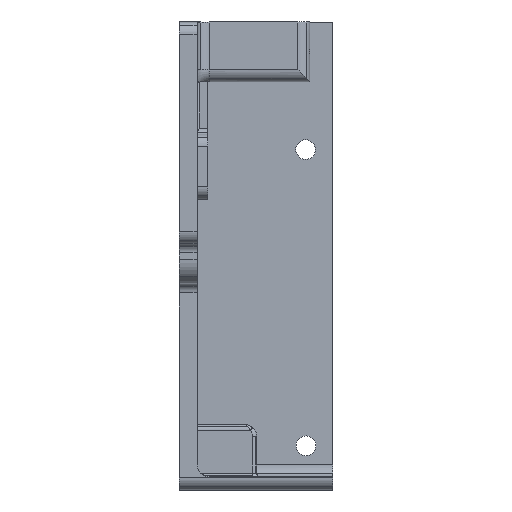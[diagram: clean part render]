
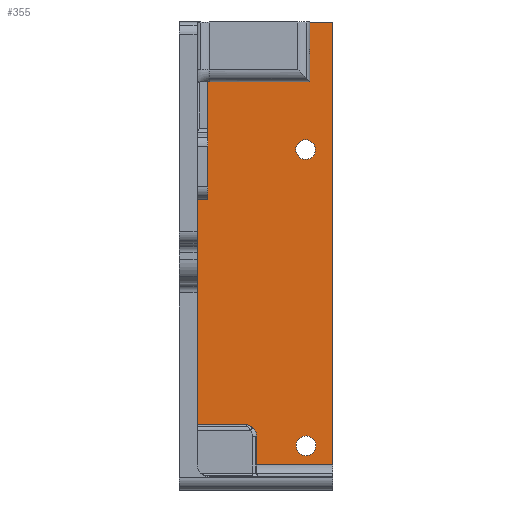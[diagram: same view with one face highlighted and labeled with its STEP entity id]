
A CAD part, left-side view. The second image highlights one B-rep face of the part: STEP entity #355.
In plain terms, the highlighted planar face has unit normal (-1, 0, 0).
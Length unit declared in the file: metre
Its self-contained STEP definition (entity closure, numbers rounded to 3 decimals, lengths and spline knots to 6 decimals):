
#355=ADVANCED_FACE('1:2837',(#1033,#1034,#1035),#1036,.T.);
#1033=FACE_BOUND('',#7518,.T.);
#1034=FACE_OUTER_BOUND('',#7519,.T.);
#1035=FACE_BOUND('',#7520,.T.);
#1036=PLANE('',#7521);
#7518=EDGE_LOOP('',(#10208,#10209));
#7519=EDGE_LOOP('',(#10210,#10211,#10212,#10213,#10214,#10215));
#7520=EDGE_LOOP('',(#10216,#10217));
#7521=AXIS2_PLACEMENT_3D('',#10218,#10219,#10220);
#10208=ORIENTED_EDGE('',*,*,#10838,.F.);
#10209=ORIENTED_EDGE('',*,*,#11542,.F.);
#10210=ORIENTED_EDGE('',*,*,#11053,.F.);
#10211=ORIENTED_EDGE('',*,*,#11540,.F.);
#10212=ORIENTED_EDGE('',*,*,#11536,.T.);
#10213=ORIENTED_EDGE('',*,*,#11571,.F.);
#10214=ORIENTED_EDGE('',*,*,#10703,.F.);
#10215=ORIENTED_EDGE('',*,*,#11183,.F.);
#10216=ORIENTED_EDGE('',*,*,#10842,.F.);
#10217=ORIENTED_EDGE('',*,*,#11532,.F.);
#10218=CARTESIAN_POINT('',(0.05755,0.01387,-0.016298));
#10219=DIRECTION('',(-1.0,0.,0.));
#10220=DIRECTION('',(0.,0.0,1.0));
#10703=EDGE_CURVE('1:4727',#11750,#11752,#11753,.T.);
#10838=EDGE_CURVE('1:4601',#12012,#12008,#12014,.T.);
#10842=EDGE_CURVE('1:4571',#12020,#12016,#12022,.T.);
#11053=EDGE_CURVE('1:3623',#12419,#12421,#12422,.T.);
#11183=EDGE_CURVE('1:3209',#12421,#11750,#12632,.T.);
#11532=EDGE_CURVE('1:4571',#12016,#12020,#13121,.T.);
#11536=EDGE_CURVE('1:4586',#13126,#13124,#13127,.T.);
#11540=EDGE_CURVE('1:4595',#13126,#12419,#13132,.T.);
#11542=EDGE_CURVE('1:4601',#12008,#12012,#13134,.T.);
#11571=EDGE_CURVE('1:4724',#11752,#13124,#13163,.T.);
#11750=VERTEX_POINT('',#13384);
#11752=VERTEX_POINT('',#13386);
#11753=LINE('',#13387,#13388);
#12008=VERTEX_POINT('',#13797);
#12012=VERTEX_POINT('',#13802);
#12014=CIRCLE('',#13805,0.0016);
#12016=VERTEX_POINT('',#13807);
#12020=VERTEX_POINT('',#13812);
#12022=CIRCLE('',#13815,0.0016);
#12419=VERTEX_POINT('',#14454);
#12421=VERTEX_POINT('',#14456);
#12422=LINE('',#14457,#14458);
#12632=LINE('',#14775,#14776);
#13121=CIRCLE('',#15829,0.0016);
#13124=VERTEX_POINT('',#15833);
#13126=VERTEX_POINT('',#15835);
#13127=LINE('',#15836,#15837);
#13132=LINE('',#15844,#15845);
#13134=CIRCLE('',#15848,0.0016);
#13163=LINE('',#15945,#15946);
#13384=CARTESIAN_POINT('',(0.05755,0.01387,0.015927));
#13386=CARTESIAN_POINT('',(0.05755,-0.00443,0.015927));
#13387=CARTESIAN_POINT('',(0.05755,0.01387,0.015927));
#13388=VECTOR('',#16160,1.0);
#13797=CARTESIAN_POINT('',(0.05755,-0.00533,-0.000298));
#13802=CARTESIAN_POINT('',(0.05755,-0.00213,-0.000298));
#13805=AXIS2_PLACEMENT_3D('',#16409,#16410,#16411);
#13807=CARTESIAN_POINT('',(0.05755,-0.005405,-0.048399));
#13812=CARTESIAN_POINT('',(0.05755,-0.002205,-0.048399));
#13815=AXIS2_PLACEMENT_3D('',#16417,#16418,#16419);
#14454=CARTESIAN_POINT('',(0.05755,-0.00813,-0.051423));
#14456=CARTESIAN_POINT('',(0.05755,0.01387,-0.051423));
#14457=CARTESIAN_POINT('',(0.05755,0.004245,-0.051423));
#14458=VECTOR('',#16808,1.0);
#14775=CARTESIAN_POINT('',(0.05755,0.01387,-0.003435));
#14776=VECTOR('',#17047,1.0);
#15829=AXIS2_PLACEMENT_3D('',#17688,#17689,#17690);
#15833=CARTESIAN_POINT('',(0.05755,-0.00443,0.020427));
#15835=CARTESIAN_POINT('',(0.05755,-0.00813,0.020427));
#15836=CARTESIAN_POINT('',(0.05755,0.01512,0.020427));
#15837=VECTOR('',#17698,1.0);
#15844=CARTESIAN_POINT('',(0.05755,-0.00813,-0.003435));
#15845=VECTOR('',#17704,1.0);
#15848=AXIS2_PLACEMENT_3D('',#17706,#17707,#17708);
#15945=CARTESIAN_POINT('',(0.05755,-0.00443,-0.003435));
#15946=VECTOR('',#17761,1.0);
#16160=DIRECTION('',(0.,-1.0,0.));
#16409=CARTESIAN_POINT('',(0.05755,-0.00373,-0.000298));
#16410=DIRECTION('',(-1.0,0.,0.));
#16411=DIRECTION('',(0.,-1.0,0.));
#16417=CARTESIAN_POINT('',(0.05755,-0.003805,-0.048399));
#16418=DIRECTION('',(-1.0,0.,0.));
#16419=DIRECTION('',(0.,-1.0,0.));
#16808=DIRECTION('',(0.,1.0,0.));
#17047=DIRECTION('',(0.,0.,1.0));
#17688=CARTESIAN_POINT('',(0.05755,-0.003805,-0.048399));
#17689=DIRECTION('',(-1.0,0.,0.));
#17690=DIRECTION('',(0.,-1.0,0.));
#17698=DIRECTION('',(0.,1.0,0.));
#17704=DIRECTION('',(0.,0.,-1.0));
#17706=CARTESIAN_POINT('',(0.05755,-0.00373,-0.000298));
#17707=DIRECTION('',(-1.0,0.,0.));
#17708=DIRECTION('',(0.,-1.0,0.));
#17761=DIRECTION('',(0.,0.,1.0));
